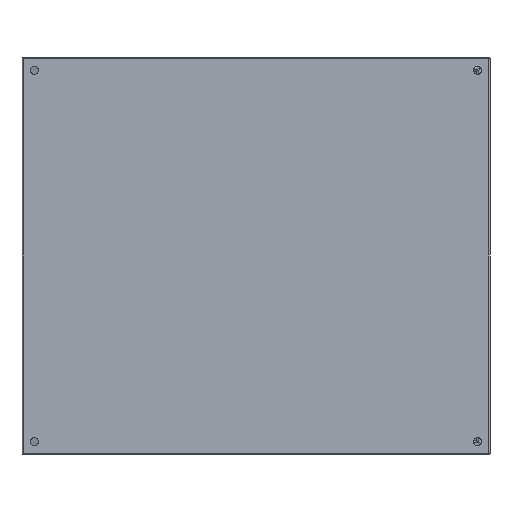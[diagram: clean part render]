
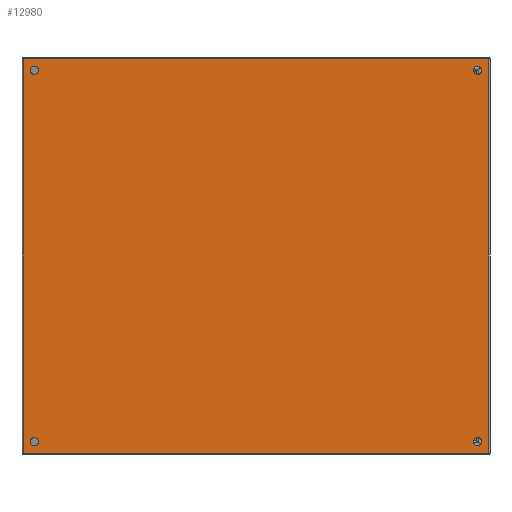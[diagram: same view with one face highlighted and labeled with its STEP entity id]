
A CAD part, left-side view. The second image highlights one B-rep face of the part: STEP entity #12980.
In plain terms, the highlighted face is planar.
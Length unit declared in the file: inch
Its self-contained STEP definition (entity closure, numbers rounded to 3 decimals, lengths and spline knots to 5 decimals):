
#420 = EDGE_CURVE ( 'NONE', #24358, #37188, #7715, .T. ) ;
#667 = VERTEX_POINT ( 'NONE', #1633 ) ;
#956 = AXIS2_PLACEMENT_3D ( 'NONE', #1847, #22444, #25424 ) ;
#1390 = DIRECTION ( 'NONE',  ( 0., 1., 0. ) ) ;
#1529 = LINE ( 'NONE', #19302, #7001 ) ;
#1633 = CARTESIAN_POINT ( 'NONE',  ( -11., 0., -13.42706 ) ) ;
#1847 = CARTESIAN_POINT ( 'NONE',  ( 11.943, 0., -14.12006 ) ) ;
#2799 = ORIENTED_EDGE ( 'NONE', *, *, #32169, .F. ) ;
#2817 = DIRECTION ( 'NONE',  ( 0., 1., 0. ) ) ;
#3015 = VERTEX_POINT ( 'NONE', #9587 ) ;
#3448 = CARTESIAN_POINT ( 'NONE',  ( 11.5, 0., 13.41465 ) ) ;
#3458 = VECTOR ( 'NONE', #3559, 39.37008 ) ;
#3559 = DIRECTION ( 'NONE',  ( 1., 0., 0. ) ) ;
#3655 = CIRCLE ( 'NONE', #37280, 0.25 ) ;
#4090 = CARTESIAN_POINT ( 'NONE',  ( 11.25, 0., 13.41465 ) ) ;
#4371 = CIRCLE ( 'NONE', #29989, 0.25 ) ;
#4493 = CARTESIAN_POINT ( 'NONE',  ( -11.25, 0., 13.41465 ) ) ;
#5362 = CARTESIAN_POINT ( 'NONE',  ( 11.943, 0., -14.09106 ) ) ;
#6384 = FACE_BOUND ( 'NONE', #29182, .T. ) ;
#6885 = EDGE_CURVE ( 'NONE', #24373, #27200, #31167, .T. ) ;
#6913 = LINE ( 'NONE', #32545, #16662 ) ;
#7001 = VECTOR ( 'NONE', #10253, 39.37008 ) ;
#7035 = CIRCLE ( 'NONE', #11271, 0.25 ) ;
#7193 = DIRECTION ( 'NONE',  ( 0., 1., 0. ) ) ;
#7715 = CIRCLE ( 'NONE', #13803, 0.25 ) ;
#8039 = AXIS2_PLACEMENT_3D ( 'NONE', #4493, #13390, #34024 ) ;
#8040 = EDGE_LOOP ( 'NONE', ( #12281, #38033 ) ) ;
#8066 = EDGE_LOOP ( 'NONE', ( #32529, #37541, #35998, #16814 ) ) ;
#8326 = FACE_BOUND ( 'NONE', #8040, .T. ) ;
#9230 = FACE_BOUND ( 'NONE', #12160, .T. ) ;
#9284 = CARTESIAN_POINT ( 'NONE',  ( -11.25, 0., -13.42706 ) ) ;
#9486 = AXIS2_PLACEMENT_3D ( 'NONE', #9284, #17930, #26809 ) ;
#9587 = CARTESIAN_POINT ( 'NONE',  ( 11.25, 0., -13.17706 ) ) ;
#10253 = DIRECTION ( 'NONE',  ( -1., 0., 0. ) ) ;
#10384 = EDGE_CURVE ( 'NONE', #21300, #31945, #4371, .T. ) ;
#10502 = DIRECTION ( 'NONE',  ( -1., 0., 0. ) ) ;
#10522 = CARTESIAN_POINT ( 'NONE',  ( 11.25, 0., -13.42706 ) ) ;
#11137 = CARTESIAN_POINT ( 'NONE',  ( -11.25, 0., 13.41465 ) ) ;
#11271 = AXIS2_PLACEMENT_3D ( 'NONE', #10522, #1390, #33846 ) ;
#11634 = EDGE_CURVE ( 'NONE', #33068, #3015, #12887, .T. ) ;
#11741 = CARTESIAN_POINT ( 'NONE',  ( 11., 0., 13.41465 ) ) ;
#11888 = LINE ( 'NONE', #22876, #29899 ) ;
#12160 = EDGE_LOOP ( 'NONE', ( #13672, #28146 ) ) ;
#12281 = ORIENTED_EDGE ( 'NONE', *, *, #24383, .F. ) ;
#12311 = EDGE_CURVE ( 'NONE', #3015, #33068, #7035, .T. ) ;
#12851 = DIRECTION ( 'NONE',  ( -1., 0., 0. ) ) ;
#12887 = CIRCLE ( 'NONE', #28093, 0.25 ) ;
#12980 = ADVANCED_FACE ( 'NONE', ( #9230, #8326, #31374, #6384, #20729 ), #19388, .F. ) ;
#13060 = DIRECTION ( 'NONE',  ( 0., 1., 0. ) ) ;
#13390 = DIRECTION ( 'NONE',  ( 0., 1., 0. ) ) ;
#13672 = ORIENTED_EDGE ( 'NONE', *, *, #10384, .F. ) ;
#13803 = AXIS2_PLACEMENT_3D ( 'NONE', #4090, #7193, #12851 ) ;
#14559 = EDGE_CURVE ( 'NONE', #667, #17876, #25642, .T. ) ;
#15083 = EDGE_LOOP ( 'NONE', ( #30881, #2799 ) ) ;
#16662 = VECTOR ( 'NONE', #24165, 39.37008 ) ;
#16814 = ORIENTED_EDGE ( 'NONE', *, *, #25066, .F. ) ;
#17876 = VERTEX_POINT ( 'NONE', #32127 ) ;
#17930 = DIRECTION ( 'NONE',  ( 0., 1., 0. ) ) ;
#18141 = EDGE_CURVE ( 'NONE', #37719, #24373, #11888, .T. ) ;
#19302 = CARTESIAN_POINT ( 'NONE',  ( 11.943, 0., 14.07865 ) ) ;
#19388 = PLANE ( 'NONE',  #956 ) ;
#19549 = CARTESIAN_POINT ( 'NONE',  ( -11.25, 0., -13.42706 ) ) ;
#19674 = DIRECTION ( 'NONE',  ( 0., 1., 0. ) ) ;
#19991 = CIRCLE ( 'NONE', #9486, 0.25 ) ;
#20177 = DIRECTION ( 'NONE',  ( 0., 0., -1. ) ) ;
#20492 = CARTESIAN_POINT ( 'NONE',  ( 11.25, 0., -13.42706 ) ) ;
#20729 = FACE_BOUND ( 'NONE', #15083, .T. ) ;
#21177 = CARTESIAN_POINT ( 'NONE',  ( 11.943, 0., -14.09106 ) ) ;
#21300 = VERTEX_POINT ( 'NONE', #27607 ) ;
#22444 = DIRECTION ( 'NONE',  ( 0., -1., 0. ) ) ;
#22601 = DIRECTION ( 'NONE',  ( 0., 1., 0. ) ) ;
#22876 = CARTESIAN_POINT ( 'NONE',  ( -11.943, 0., -14.12006 ) ) ;
#23447 = DIRECTION ( 'NONE',  ( 0., 0., -1. ) ) ;
#24165 = DIRECTION ( 'NONE',  ( 0., 0., 1. ) ) ;
#24248 = AXIS2_PLACEMENT_3D ( 'NONE', #19549, #22601, #10502 ) ;
#24358 = VERTEX_POINT ( 'NONE', #11741 ) ;
#24373 = VERTEX_POINT ( 'NONE', #32589 ) ;
#24383 = EDGE_CURVE ( 'NONE', #17876, #667, #19991, .T. ) ;
#24522 = CARTESIAN_POINT ( 'NONE',  ( 11.943, 0., 14.07865 ) ) ;
#24754 = EDGE_CURVE ( 'NONE', #31945, #21300, #33252, .T. ) ;
#25066 = EDGE_CURVE ( 'NONE', #27200, #36106, #6913, .T. ) ;
#25424 = DIRECTION ( 'NONE',  ( 0., 0., 1. ) ) ;
#25642 = CIRCLE ( 'NONE', #24248, 0.25 ) ;
#26809 = DIRECTION ( 'NONE',  ( -1., 0., 0. ) ) ;
#26884 = EDGE_CURVE ( 'NONE', #36106, #37719, #1529, .T. ) ;
#27200 = VERTEX_POINT ( 'NONE', #21177 ) ;
#27607 = CARTESIAN_POINT ( 'NONE',  ( -11.5, 0., 13.41465 ) ) ;
#27870 = ORIENTED_EDGE ( 'NONE', *, *, #11634, .F. ) ;
#28093 = AXIS2_PLACEMENT_3D ( 'NONE', #20492, #2817, #23447 ) ;
#28146 = ORIENTED_EDGE ( 'NONE', *, *, #24754, .F. ) ;
#28967 = DIRECTION ( 'NONE',  ( -1., 0., 0. ) ) ;
#29182 = EDGE_LOOP ( 'NONE', ( #27870, #29519 ) ) ;
#29519 = ORIENTED_EDGE ( 'NONE', *, *, #12311, .F. ) ;
#29639 = CARTESIAN_POINT ( 'NONE',  ( -11.943, 0., 14.07865 ) ) ;
#29899 = VECTOR ( 'NONE', #20177, 39.37008 ) ;
#29989 = AXIS2_PLACEMENT_3D ( 'NONE', #11137, #19674, #28967 ) ;
#30881 = ORIENTED_EDGE ( 'NONE', *, *, #420, .F. ) ;
#31167 = LINE ( 'NONE', #5362, #3458 ) ;
#31374 = FACE_OUTER_BOUND ( 'NONE', #8066, .T. ) ;
#31945 = VERTEX_POINT ( 'NONE', #33272 ) ;
#32127 = CARTESIAN_POINT ( 'NONE',  ( -11.5, 0., -13.42706 ) ) ;
#32169 = EDGE_CURVE ( 'NONE', #37188, #24358, #3655, .T. ) ;
#32529 = ORIENTED_EDGE ( 'NONE', *, *, #6885, .F. ) ;
#32545 = CARTESIAN_POINT ( 'NONE',  ( 11.943, 0., -14.12006 ) ) ;
#32589 = CARTESIAN_POINT ( 'NONE',  ( -11.943, 0., -14.09106 ) ) ;
#33068 = VERTEX_POINT ( 'NONE', #37911 ) ;
#33252 = CIRCLE ( 'NONE', #8039, 0.25 ) ;
#33272 = CARTESIAN_POINT ( 'NONE',  ( -11., 0., 13.41465 ) ) ;
#33846 = DIRECTION ( 'NONE',  ( 0., 0., -1. ) ) ;
#34024 = DIRECTION ( 'NONE',  ( -1., 0., 0. ) ) ;
#34204 = CARTESIAN_POINT ( 'NONE',  ( 11.25, 0., 13.41465 ) ) ;
#35998 = ORIENTED_EDGE ( 'NONE', *, *, #26884, .F. ) ;
#36106 = VERTEX_POINT ( 'NONE', #24522 ) ;
#37164 = DIRECTION ( 'NONE',  ( -1., 0., 0. ) ) ;
#37188 = VERTEX_POINT ( 'NONE', #3448 ) ;
#37280 = AXIS2_PLACEMENT_3D ( 'NONE', #34204, #13060, #37164 ) ;
#37541 = ORIENTED_EDGE ( 'NONE', *, *, #18141, .F. ) ;
#37719 = VERTEX_POINT ( 'NONE', #29639 ) ;
#37911 = CARTESIAN_POINT ( 'NONE',  ( 11.25, 0., -13.67706 ) ) ;
#38033 = ORIENTED_EDGE ( 'NONE', *, *, #14559, .F. ) ;
